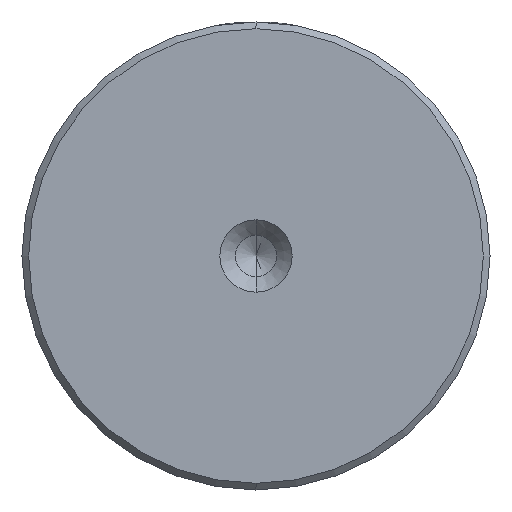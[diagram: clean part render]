
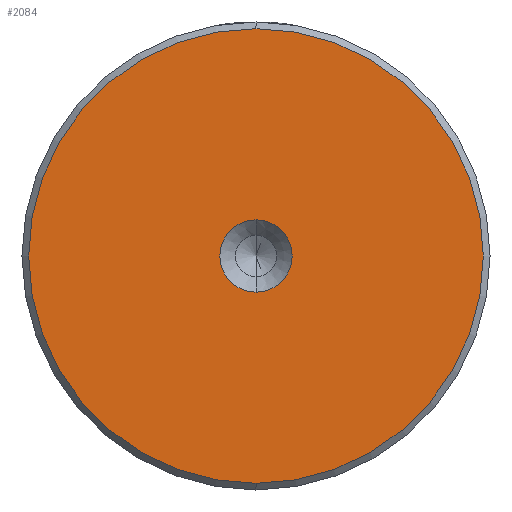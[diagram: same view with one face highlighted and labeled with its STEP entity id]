
A CAD part, left-side view. The second image highlights one B-rep face of the part: STEP entity #2084.
In plain terms, the highlighted planar face has unit normal (-1, 0, 0).
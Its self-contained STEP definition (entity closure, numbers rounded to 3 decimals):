
#57 = ORIENTED_EDGE ( 'NONE', *, *, #211, .T. ) ;
#181 = DIRECTION ( 'NONE',  ( -1., 0., 0. ) ) ;
#196 = CIRCLE ( 'NONE', #360, 2.7 ) ;
#209 = ORIENTED_EDGE ( 'NONE', *, *, #527, .T. ) ;
#211 = EDGE_CURVE ( 'NONE', #907, #695, #2039, .T. ) ;
#217 = CARTESIAN_POINT ( 'NONE',  ( 0., 0., 0. ) ) ;
#360 = AXIS2_PLACEMENT_3D ( 'NONE', #217, #405, #1969 ) ;
#405 = DIRECTION ( 'NONE',  ( -1., 0., 0. ) ) ;
#515 = CARTESIAN_POINT ( 'NONE',  ( 0., 0., 2.7 ) ) ;
#527 = EDGE_CURVE ( 'NONE', #695, #907, #611, .T. ) ;
#604 = ORIENTED_EDGE ( 'NONE', *, *, #1319, .F. ) ;
#611 = CIRCLE ( 'NONE', #1808, 17. ) ;
#631 = VERTEX_POINT ( 'NONE', #515 ) ;
#638 = CARTESIAN_POINT ( 'NONE',  ( 0., 0., 0. ) ) ;
#695 = VERTEX_POINT ( 'NONE', #1916 ) ;
#749 = PLANE ( 'NONE',  #1011 ) ;
#835 = DIRECTION ( 'NONE',  ( 0., 0., 1. ) ) ;
#907 = VERTEX_POINT ( 'NONE', #2083 ) ;
#933 = ORIENTED_EDGE ( 'NONE', *, *, #971, .F. ) ;
#935 = AXIS2_PLACEMENT_3D ( 'NONE', #1168, #1246, #1235 ) ;
#971 = EDGE_CURVE ( 'NONE', #1911, #631, #196, .T. ) ;
#984 = DIRECTION ( 'NONE',  ( 0., 0., 1. ) ) ;
#987 = DIRECTION ( 'NONE',  ( -1., 0., 0. ) ) ;
#1011 = AXIS2_PLACEMENT_3D ( 'NONE', #1621, #181, #1442 ) ;
#1066 = AXIS2_PLACEMENT_3D ( 'NONE', #638, #1862, #835 ) ;
#1077 = CARTESIAN_POINT ( 'NONE',  ( 0., 0., 0. ) ) ;
#1168 = CARTESIAN_POINT ( 'NONE',  ( 0., 0., 0. ) ) ;
#1235 = DIRECTION ( 'NONE',  ( 0., 0., 1. ) ) ;
#1246 = DIRECTION ( 'NONE',  ( -1., 0., 0. ) ) ;
#1319 = EDGE_CURVE ( 'NONE', #631, #1911, #1900, .T. ) ;
#1442 = DIRECTION ( 'NONE',  ( 0., 0., 1. ) ) ;
#1604 = EDGE_LOOP ( 'NONE', ( #57, #209 ) ) ;
#1621 = CARTESIAN_POINT ( 'NONE',  ( 0., 0., 0. ) ) ;
#1773 = FACE_BOUND ( 'NONE', #2220, .T. ) ;
#1808 = AXIS2_PLACEMENT_3D ( 'NONE', #1077, #987, #984 ) ;
#1862 = DIRECTION ( 'NONE',  ( -1., 0., 0. ) ) ;
#1900 = CIRCLE ( 'NONE', #1066, 2.7 ) ;
#1911 = VERTEX_POINT ( 'NONE', #2195 ) ;
#1916 = CARTESIAN_POINT ( 'NONE',  ( 0., 0., 17. ) ) ;
#1969 = DIRECTION ( 'NONE',  ( 0., 0., 1. ) ) ;
#2039 = CIRCLE ( 'NONE', #935, 17. ) ;
#2083 = CARTESIAN_POINT ( 'NONE',  ( 0., 0., -17. ) ) ;
#2084 = ADVANCED_FACE ( 'NONE', ( #2215, #1773 ), #749, .T. ) ;
#2195 = CARTESIAN_POINT ( 'NONE',  ( 0., 0., -2.7 ) ) ;
#2215 = FACE_OUTER_BOUND ( 'NONE', #1604, .T. ) ;
#2220 = EDGE_LOOP ( 'NONE', ( #604, #933 ) ) ;
